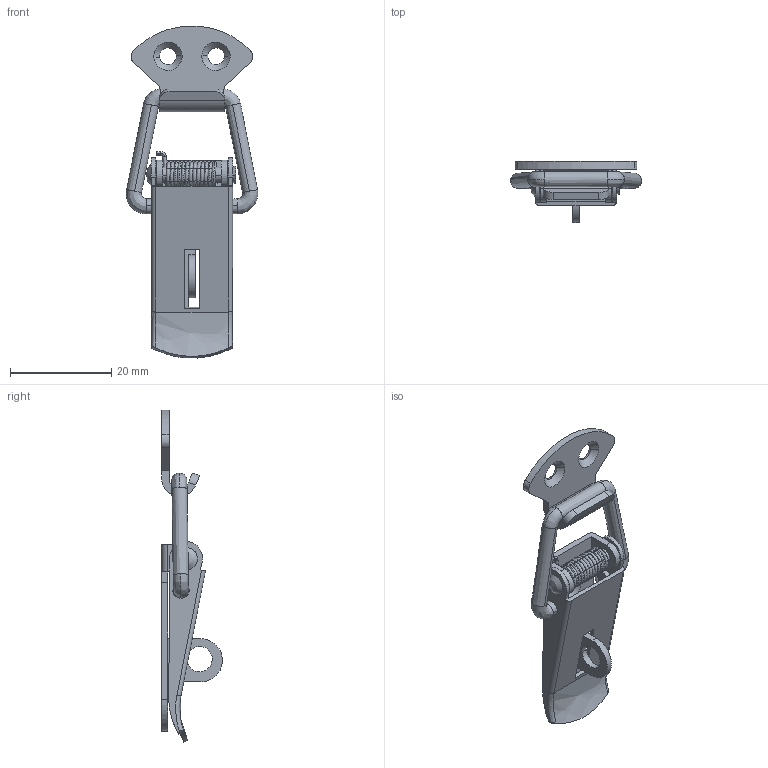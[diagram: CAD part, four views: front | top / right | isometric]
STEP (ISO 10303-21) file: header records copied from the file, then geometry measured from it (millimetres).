
FILE_DESCRIPTION((''),'2;1');
FILE_NAME('','2009-10-16T14:26:48',(''),(''),'','CADfix','');
FILE_SCHEMA(('AUTOMOTIVE_DESIGN { 1 0 10303 214 1 1 1 1 }'));
Length unit declared in the file: millimetre
Bounding box: 25.99 x 12 x 65.55 mm (x, y, z)
Volume: 2283.7 mm3; surface area: 4876 mm2
Topology: 6 solids, 6 shells, 305 faces, 785 edges, 495 vertices
Faces by surface type: bspline 305
Entity records: 18249 total; most frequent: CARTESIAN_POINT 13652, ORIENTED_EDGE 1562, EDGE_CURVE 781, VERTEX_POINT 493, B_SPLINE_CURVE_WITH_KNOTS 396, EDGE_LOOP 332, FACE_OUTER_BOUND 303, ADVANCED_FACE 303
